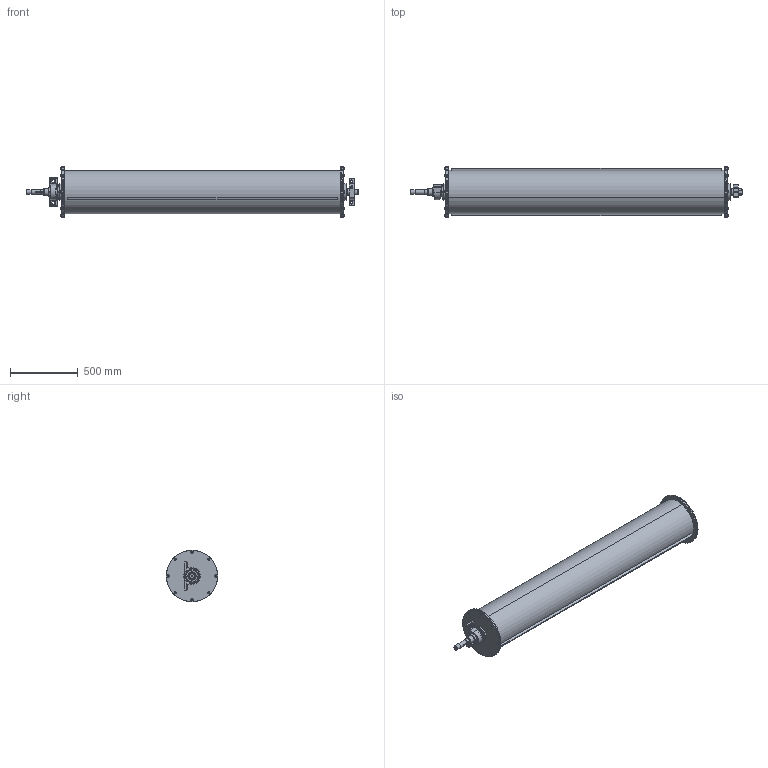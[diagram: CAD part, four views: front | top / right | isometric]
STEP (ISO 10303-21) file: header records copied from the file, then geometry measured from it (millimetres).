
FILE_DESCRIPTION(/* description */ ('RMD-20-32'),/* implementation_level */ '2;1');
FILE_NAME(/* name */ 'E0062451_RMD-20-32-RS-F-OR-30S2.stp',/* time_stamp */ '2016-10-20T11:19:35+02:00',/* author */ ('dd'),/* organization */ (''),/* preprocessor_version */ 'ST-DEVELOPER v15.6',/* originating_system */ 'Autodesk Inventor 2015',/* authorisation */ '');
FILE_SCHEMA (('AUTOMOTIVE_DESIGN { 1 0 10303 214 3 1 1 }'));
Length unit declared in the file: millimetre
Products named in the file (1): E0062451
Bounding box: 2442 x 380 x 380 mm (x, y, z)
Volume: 22955414 mm3; surface area: 5712641.4 mm2
Topology: 4 solids, 4 shells, 784 faces, 1751 edges, 1126 vertices
Faces by surface type: plane 393, cylinder 195, cone 163, torus 30, sphere 3
Full cylindrical faces by diameter (mm): 5.918 x1, 6.647 x24, 7.323 x16, 8 x16, 8.4 x16, 9 x16, 10 x1, 10.106 x1, 10.5 x1, 11.4 x16, 13 x8, 13.835 x1, 15 x4, 16 x17, 17 x1, 18 x3, 34.8 x1, 35 x2, 45 x1, 50 x4, 60 x2, 61.8 x2, 70 x1, 80 x1, 100 x2, 120 x2, 305 x2, 316 x1, 322 x1, 322.8 x2
Entity records: 20838 total; most frequent: CARTESIAN_POINT 4127, DIRECTION 3255, ORIENTED_EDGE 2772, EDGE_CURVE 1384, AXIS2_PLACEMENT_3D 1354, EDGE_LOOP 1243, VERTEX_POINT 1021, STYLED_ITEM 786
